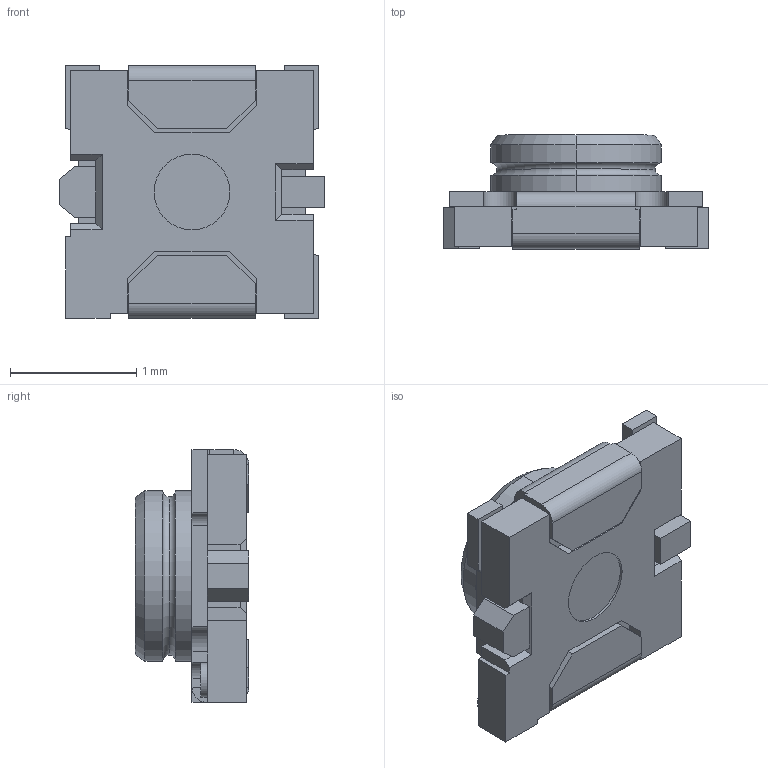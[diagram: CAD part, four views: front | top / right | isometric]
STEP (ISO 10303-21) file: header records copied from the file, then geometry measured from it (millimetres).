
FILE_DESCRIPTION (( 'STEP AP214' ), '1' );
FILE_NAME ('MM8030-2610RJ3.STEP', '2018-11-14T12:57:57', ( '' ), ( '' ), 'SwSTEP 2.0', 'SolidWorks 2017', '' );
FILE_SCHEMA (( 'AUTOMOTIVE_DESIGN' ));
Length unit declared in the file: millimetre
Products named in the file (1): MM8030-2610RJ3
Bounding box: 2.1 x 0.9 x 2 mm (x, y, z)
Volume: 1.8 mm3; surface area: 25.9 mm2
Topology: 5 solids, 5 shells, 145 faces, 355 edges, 222 vertices
Faces by surface type: plane 115, cylinder 24, torus 4, cone 2
Entity records: 4247 total; most frequent: CARTESIAN_POINT 723, ORIENTED_EDGE 710, DIRECTION 703, EDGE_CURVE 355, VECTOR 299, LINE 299, VERTEX_POINT 222, AXIS2_PLACEMENT_3D 202
